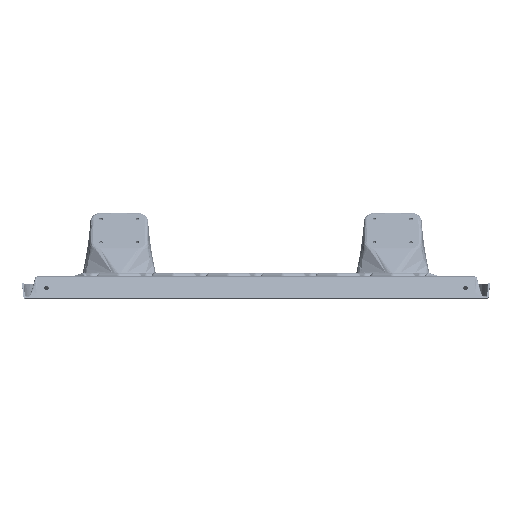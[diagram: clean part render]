
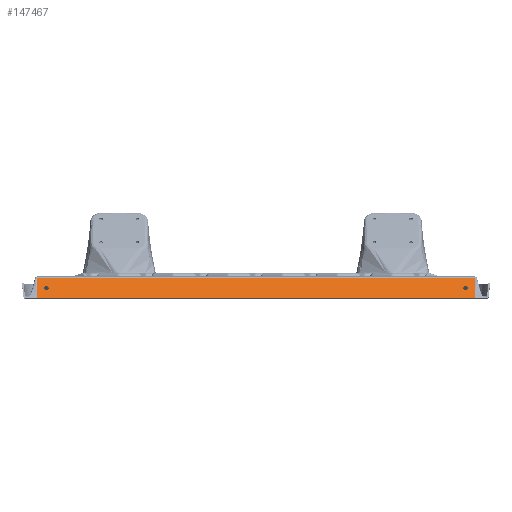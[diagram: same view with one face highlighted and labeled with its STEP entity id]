
A CAD part, top view. The second image highlights one B-rep face of the part: STEP entity #147467.
In plain terms, the highlighted planar face has unit normal (0, 0.5, 0.866).
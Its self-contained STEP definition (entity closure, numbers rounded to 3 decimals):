
#2003 = DIRECTION ( 'NONE',  ( 0., -0.866, 0.5 ) ) ;
#3724 = EDGE_CURVE ( 'NONE', #151223, #111589, #299890, .T. ) ;
#5171 = VECTOR ( 'NONE', #193050, 39.37 ) ;
#6248 = CARTESIAN_POINT ( 'NONE',  ( 26.75, 0.158, -4.078 ) ) ;
#16534 = AXIS2_PLACEMENT_3D ( 'NONE', #6248, #376998, #250187 ) ;
#17194 = ORIENTED_EDGE ( 'NONE', *, *, #117820, .F. ) ;
#17484 = CARTESIAN_POINT ( 'NONE',  ( 0.239, -0.388, -3.763 ) ) ;
#27722 = VERTEX_POINT ( 'NONE', #126960 ) ;
#30225 = DIRECTION ( 'NONE',  ( 0., 0.5, 0.866 ) ) ;
#40998 = ORIENTED_EDGE ( 'NONE', *, *, #156466, .F. ) ;
#42931 = FACE_BOUND ( 'NONE', #310526, .T. ) ;
#43330 = ORIENTED_EDGE ( 'NONE', *, *, #150608, .T. ) ;
#43815 = LINE ( 'NONE', #17484, #5171 ) ;
#49669 = CARTESIAN_POINT ( 'NONE',  ( 3.75, 0.273, -4.144 ) ) ;
#61991 = EDGE_CURVE ( 'NONE', #281470, #390288, #43815, .T. ) ;
#69680 = EDGE_CURVE ( 'NONE', #111589, #151223, #111234, .T. ) ;
#71021 = VECTOR ( 'NONE', #303782, 39.37 ) ;
#75154 = CARTESIAN_POINT ( 'NONE',  ( 0.239, -1.726, -2.99 ) ) ;
#87218 = CIRCLE ( 'NONE', #189623, 0.133 ) ;
#104349 = CARTESIAN_POINT ( 'NONE',  ( 0.239, 0.704, -4.393 ) ) ;
#111234 = CIRCLE ( 'NONE', #278697, 0.133 ) ;
#111589 = VERTEX_POINT ( 'NONE', #145583 ) ;
#117820 = EDGE_CURVE ( 'NONE', #213014, #27722, #285799, .T. ) ;
#126960 = CARTESIAN_POINT ( 'NONE',  ( 27.25, 0.704, -4.393 ) ) ;
#129690 = FACE_OUTER_BOUND ( 'NONE', #349197, .T. ) ;
#140577 = CARTESIAN_POINT ( 'NONE',  ( 3.75, 0.043, -4.011 ) ) ;
#145583 = CARTESIAN_POINT ( 'NONE',  ( 26.75, 0.043, -4.011 ) ) ;
#147467 = ADVANCED_FACE ( 'NONE', ( #318976, #42931, #129690 ), #351221, .F. ) ;
#150608 = EDGE_CURVE ( 'NONE', #390288, #27722, #203582, .T. ) ;
#151223 = VERTEX_POINT ( 'NONE', #298755 ) ;
#156466 = EDGE_CURVE ( 'NONE', #281470, #213014, #366297, .T. ) ;
#172756 = VECTOR ( 'NONE', #287750, 39.37 ) ;
#173335 = DIRECTION ( 'NONE',  ( 0., 0.866, -0.5 ) ) ;
#173955 = VERTEX_POINT ( 'NONE', #140577 ) ;
#183243 = AXIS2_PLACEMENT_3D ( 'NONE', #75154, #252670, #192150 ) ;
#188705 = EDGE_LOOP ( 'NONE', ( #224418, #383139 ) ) ;
#189623 = AXIS2_PLACEMENT_3D ( 'NONE', #228013, #252338, #320618 ) ;
#192150 = DIRECTION ( 'NONE',  ( 0., 0.866, -0.5 ) ) ;
#193050 = DIRECTION ( 'NONE',  ( 1., 0., 0. ) ) ;
#203582 = LINE ( 'NONE', #326462, #255773 ) ;
#207019 = ORIENTED_EDGE ( 'NONE', *, *, #61991, .T. ) ;
#211716 = CARTESIAN_POINT ( 'NONE',  ( 26.75, 0.158, -4.078 ) ) ;
#213014 = VERTEX_POINT ( 'NONE', #227305 ) ;
#217152 = CARTESIAN_POINT ( 'NONE',  ( 3.25, -0.388, -3.763 ) ) ;
#224418 = ORIENTED_EDGE ( 'NONE', *, *, #69680, .F. ) ;
#225007 = ORIENTED_EDGE ( 'NONE', *, *, #297101, .F. ) ;
#227305 = CARTESIAN_POINT ( 'NONE',  ( 3.25, 0.704, -4.393 ) ) ;
#228013 = CARTESIAN_POINT ( 'NONE',  ( 3.75, 0.158, -4.078 ) ) ;
#248725 = VERTEX_POINT ( 'NONE', #49669 ) ;
#250187 = DIRECTION ( 'NONE',  ( 0., -0.866, 0.5 ) ) ;
#252338 = DIRECTION ( 'NONE',  ( 0., 0.5, 0.866 ) ) ;
#252670 = DIRECTION ( 'NONE',  ( 0., -0.5, -0.866 ) ) ;
#255773 = VECTOR ( 'NONE', #173335, 39.37 ) ;
#278697 = AXIS2_PLACEMENT_3D ( 'NONE', #211716, #30225, #2003 ) ;
#281470 = VERTEX_POINT ( 'NONE', #367160 ) ;
#285799 = LINE ( 'NONE', #104349, #172756 ) ;
#286407 = CARTESIAN_POINT ( 'NONE',  ( 27.25, -0.388, -3.763 ) ) ;
#286743 = ORIENTED_EDGE ( 'NONE', *, *, #381331, .F. ) ;
#287750 = DIRECTION ( 'NONE',  ( 1., 0., 0. ) ) ;
#297101 = EDGE_CURVE ( 'NONE', #173955, #248725, #87218, .T. ) ;
#298755 = CARTESIAN_POINT ( 'NONE',  ( 26.75, 0.273, -4.144 ) ) ;
#299890 = CIRCLE ( 'NONE', #16534, 0.133 ) ;
#303782 = DIRECTION ( 'NONE',  ( 0., 0.866, -0.5 ) ) ;
#304818 = DIRECTION ( 'NONE',  ( 0., 0.5, 0.866 ) ) ;
#310526 = EDGE_LOOP ( 'NONE', ( #225007, #286743 ) ) ;
#318976 = FACE_BOUND ( 'NONE', #188705, .T. ) ;
#320618 = DIRECTION ( 'NONE',  ( 0., -0.866, 0.5 ) ) ;
#326462 = CARTESIAN_POINT ( 'NONE',  ( 27.25, 0.704, -4.393 ) ) ;
#333080 = CARTESIAN_POINT ( 'NONE',  ( 3.75, 0.158, -4.078 ) ) ;
#349197 = EDGE_LOOP ( 'NONE', ( #40998, #207019, #43330, #17194 ) ) ;
#350346 = CIRCLE ( 'NONE', #376247, 0.133 ) ;
#351221 = PLANE ( 'NONE',  #183243 ) ;
#366297 = LINE ( 'NONE', #217152, #71021 ) ;
#367160 = CARTESIAN_POINT ( 'NONE',  ( 3.25, -0.388, -3.763 ) ) ;
#376247 = AXIS2_PLACEMENT_3D ( 'NONE', #333080, #304818, #386152 ) ;
#376998 = DIRECTION ( 'NONE',  ( 0., 0.5, 0.866 ) ) ;
#381331 = EDGE_CURVE ( 'NONE', #248725, #173955, #350346, .T. ) ;
#383139 = ORIENTED_EDGE ( 'NONE', *, *, #3724, .F. ) ;
#386152 = DIRECTION ( 'NONE',  ( 0., -0.866, 0.5 ) ) ;
#390288 = VERTEX_POINT ( 'NONE', #286407 ) ;
